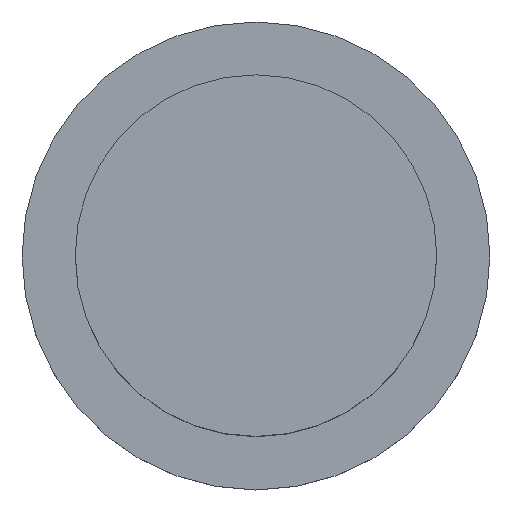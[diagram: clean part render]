
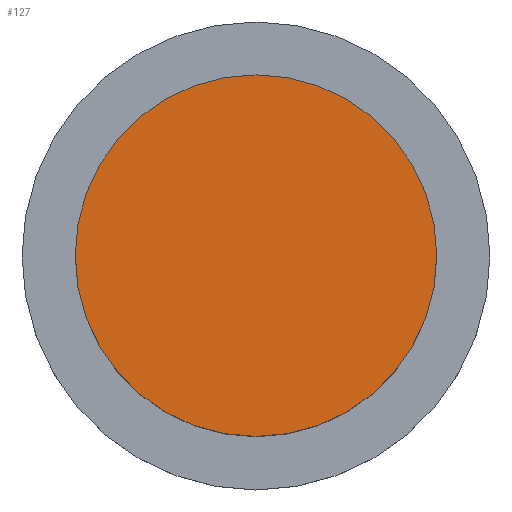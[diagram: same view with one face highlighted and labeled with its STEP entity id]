
A CAD part, top view. The second image highlights one B-rep face of the part: STEP entity #127.
In plain terms, the highlighted planar face has unit normal (0, 0, 1).
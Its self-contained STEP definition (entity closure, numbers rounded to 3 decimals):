
#3 = DIRECTION ( 'NONE',  ( 0., 0., -1. ) ) ;
#12 = CARTESIAN_POINT ( 'NONE',  ( 0., 0., 56. ) ) ;
#16 = DIRECTION ( 'NONE',  ( -1., 0., 0. ) ) ;
#24 = PLANE ( 'NONE',  #70 ) ;
#28 = CIRCLE ( 'NONE', #86, 42.5 ) ;
#29 = DIRECTION ( 'NONE',  ( 1., 0., 0. ) ) ;
#31 = CARTESIAN_POINT ( 'NONE',  ( -42.5, 0., 56. ) ) ;
#33 = DIRECTION ( 'NONE',  ( 0., 0., 1. ) ) ;
#38 = EDGE_CURVE ( 'NONE', #160, #184, #28, .T. ) ;
#62 = CARTESIAN_POINT ( 'NONE',  ( 42.5, 0., 56. ) ) ;
#70 = AXIS2_PLACEMENT_3D ( 'NONE', #258, #33, #29 ) ;
#80 = ORIENTED_EDGE ( 'NONE', *, *, #38, .F. ) ;
#86 = AXIS2_PLACEMENT_3D ( 'NONE', #252, #3, #179 ) ;
#127 = ADVANCED_FACE ( 'N', ( #221 ), #24, .T. ) ;
#160 = VERTEX_POINT ( 'NONE', #31 ) ;
#179 = DIRECTION ( 'NONE',  ( -1., 0., 0. ) ) ;
#183 = CIRCLE ( 'NONE', #250, 42.5 ) ;
#184 = VERTEX_POINT ( 'NONE', #62 ) ;
#212 = DIRECTION ( 'NONE',  ( 0., 0., -1. ) ) ;
#221 = FACE_OUTER_BOUND ( 'NONE', #266, .T. ) ;
#250 = AXIS2_PLACEMENT_3D ( 'NONE', #12, #212, #16 ) ;
#252 = CARTESIAN_POINT ( 'NONE',  ( 0., 0., 56. ) ) ;
#255 = ORIENTED_EDGE ( 'NONE', *, *, #256, .F. ) ;
#256 = EDGE_CURVE ( 'NONE', #184, #160, #183, .T. ) ;
#258 = CARTESIAN_POINT ( 'NONE',  ( 0., 0., 56. ) ) ;
#266 = EDGE_LOOP ( 'NONE', ( #80, #255 ) ) ;
